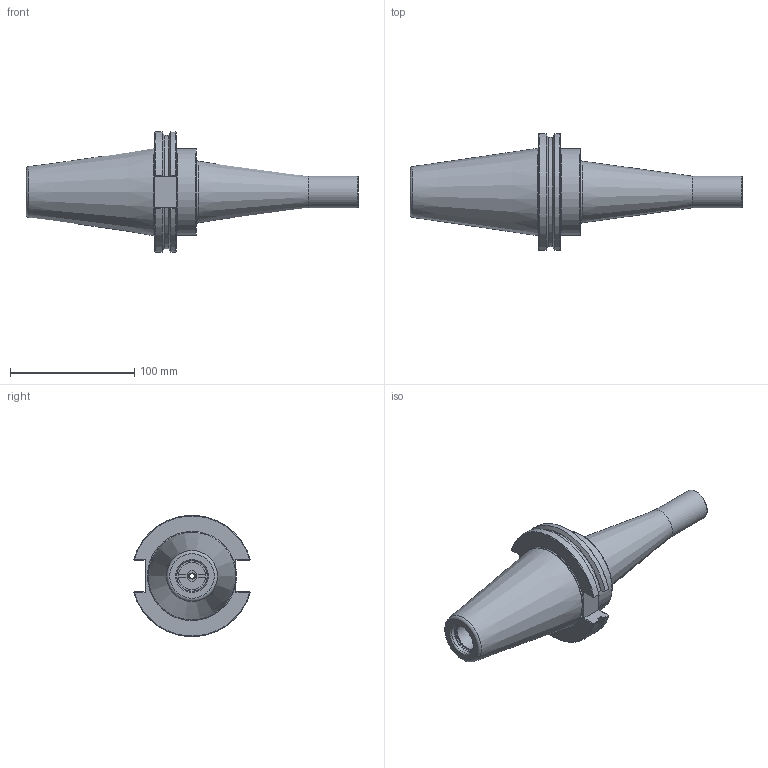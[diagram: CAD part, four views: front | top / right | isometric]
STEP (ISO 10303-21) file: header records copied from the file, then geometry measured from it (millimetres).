
FILE_DESCRIPTION(/* description */ (''),/* implementation_level */ '2;1');
FILE_NAME(/* name */ 'DCAT50-MX12-165.stp',/* time_stamp */ '2019-07-15T12:27:57-05:00',/* author */ ('ldfli'),/* organization */ (''),/* preprocessor_version */ 'ST-DEVELOPER v18',/* originating_system */ 'Autodesk Inventor LT',/* authorisation */ '');
FILE_SCHEMA (('AP203_CONFIGURATION_CONTROLLED_3D_DESIGN_OF_MECHANICAL_PARTS_AND_ASSEMBLIES_MIM_LF { 1 0 10303 203 3 1 4 }','AUTOMOTIVE_DESIGN { 1 0 10303 214 3 1 1 }'));
Length unit declared in the file: millimetre
Products named in the file (1): DCAT50-MX12-165
Bounding box: 266.77 x 93.8 x 97.14 mm (x, y, z)
Volume: 510538.9 mm3; surface area: 74247.1 mm2
Topology: 3 solids, 3 shells, 115 faces, 330 edges, 231 vertices
Faces by surface type: plane 61, cylinder 22, cone 17, torus 14, bspline 1
Full cylindrical faces by diameter (mm): 4 x1, 10 x2, 10.5 x1, 13 x1, 16 x1, 16.5 x1, 17 x1, 17.5 x1, 21.971 x1, 25 x1, 25.4 x3, 69.85 x1, 70 x1
Entity records: 3963 total; most frequent: CARTESIAN_POINT 857, ORIENTED_EDGE 660, DIRECTION 651, EDGE_CURVE 330, AXIS2_PLACEMENT_3D 255, VERTEX_POINT 231, LINE 141, VECTOR 141
